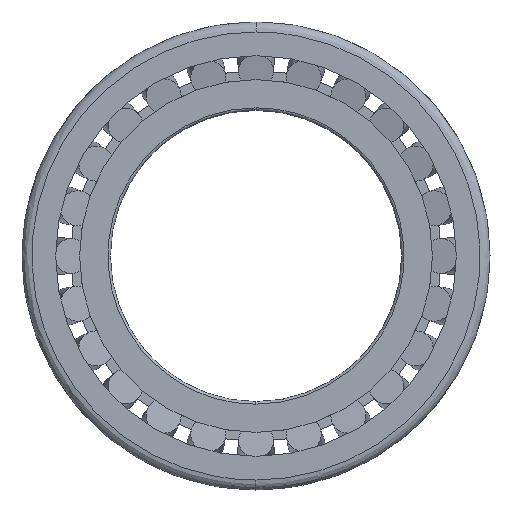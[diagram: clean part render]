
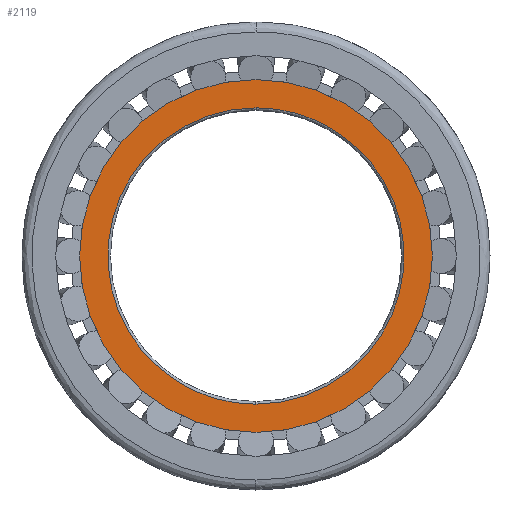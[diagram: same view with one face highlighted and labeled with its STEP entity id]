
A CAD part, left-side view. The second image highlights one B-rep face of the part: STEP entity #2119.
In plain terms, the highlighted planar face has unit normal (-1, 0, 0).
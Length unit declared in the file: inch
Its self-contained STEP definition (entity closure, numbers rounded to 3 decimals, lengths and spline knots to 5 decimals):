
#18 = DIRECTION ( 'NONE',  ( -1., 0., 0. ) ) ;
#81 = CARTESIAN_POINT ( 'NONE',  ( 0., 0., 1.0599 ) ) ;
#236 = AXIS2_PLACEMENT_3D ( 'NONE', #3187, #2858, #1632 ) ;
#263 = CARTESIAN_POINT ( 'NONE',  ( 0., 0., -1.0599 ) ) ;
#363 =( BOUNDED_CURVE ( )  B_SPLINE_CURVE ( 3, ( #2553, #3349, #2501, #2537 ),
 .UNSPECIFIED., .F., .F. ) 
 B_SPLINE_CURVE_WITH_KNOTS ( ( 4, 4 ),
 ( 0., 1. ),
 .UNSPECIFIED. ) 
 CURVE ( )  GEOMETRIC_REPRESENTATION_ITEM ( )  RATIONAL_B_SPLINE_CURVE ( ( 1., 0.333, 0.333, 1. ) ) 
 REPRESENTATION_ITEM ( '' )  );
#465 = VERTEX_POINT ( 'NONE', #81 ) ;
#544 = CARTESIAN_POINT ( 'NONE',  ( 0., 0., 0.89 ) ) ;
#659 = ORIENTED_EDGE ( 'NONE', *, *, #2877, .T. ) ;
#734 = CARTESIAN_POINT ( 'NONE',  ( 0., 0., -0.89 ) ) ;
#817 = CARTESIAN_POINT ( 'NONE',  ( 0., 0., 0.97495 ) ) ;
#918 = EDGE_LOOP ( 'NONE', ( #1397, #659 ) ) ;
#932 = VERTEX_POINT ( 'NONE', #263 ) ;
#1050 = AXIS2_PLACEMENT_3D ( 'NONE', #2315, #18, #2125 ) ;
#1241 = ORIENTED_EDGE ( 'NONE', *, *, #2789, .F. ) ;
#1358 = CARTESIAN_POINT ( 'NONE',  ( 0., -1.78, 0.89 ) ) ;
#1380 = DIRECTION ( 'NONE',  ( 0., 0., 1. ) ) ;
#1397 = ORIENTED_EDGE ( 'NONE', *, *, #1500, .T. ) ;
#1500 = EDGE_CURVE ( 'NONE', #465, #932, #1968, .T. ) ;
#1571 = ORIENTED_EDGE ( 'NONE', *, *, #3151, .F. ) ;
#1632 = DIRECTION ( 'NONE',  ( 0., 0., 1. ) ) ;
#1832 = CARTESIAN_POINT ( 'NONE',  ( 0., 0., -0.89 ) ) ;
#1848 = CARTESIAN_POINT ( 'NONE',  ( 0., -1.78, -0.89 ) ) ;
#1868 = VERTEX_POINT ( 'NONE', #544 ) ;
#1968 = CIRCLE ( 'NONE', #1050, 1.0599 ) ;
#2119 = ADVANCED_FACE ( 'NONE', ( #2392, #2652 ), #2362, .T. ) ;
#2125 = DIRECTION ( 'NONE',  ( 0., 0., 1. ) ) ;
#2156 = CARTESIAN_POINT ( 'NONE',  ( 0., 0., 0.89 ) ) ;
#2213 = VERTEX_POINT ( 'NONE', #734 ) ;
#2307 = EDGE_LOOP ( 'NONE', ( #1571, #1241 ) ) ;
#2315 = CARTESIAN_POINT ( 'NONE',  ( 0., 0., 0. ) ) ;
#2342 = DIRECTION ( 'NONE',  ( -1., 0., 0. ) ) ;
#2360 = CIRCLE ( 'NONE', #236, 1.0599 ) ;
#2362 = PLANE ( 'NONE',  #3059 ) ;
#2392 = FACE_OUTER_BOUND ( 'NONE', #918, .T. ) ;
#2501 = CARTESIAN_POINT ( 'NONE',  ( 0., 1.78, -0.89 ) ) ;
#2537 = CARTESIAN_POINT ( 'NONE',  ( 0., 0., -0.89 ) ) ;
#2553 = CARTESIAN_POINT ( 'NONE',  ( 0., 0., 0.89 ) ) ;
#2652 = FACE_BOUND ( 'NONE', #2307, .T. ) ;
#2789 = EDGE_CURVE ( 'NONE', #2213, #1868, #2923, .T. ) ;
#2858 = DIRECTION ( 'NONE',  ( -1., 0., 0. ) ) ;
#2877 = EDGE_CURVE ( 'NONE', #932, #465, #2360, .T. ) ;
#2923 =( BOUNDED_CURVE ( )  B_SPLINE_CURVE ( 3, ( #1832, #1848, #1358, #2156 ),
 .UNSPECIFIED., .F., .F. ) 
 B_SPLINE_CURVE_WITH_KNOTS ( ( 4, 4 ),
 ( 0., 1. ),
 .UNSPECIFIED. ) 
 CURVE ( )  GEOMETRIC_REPRESENTATION_ITEM ( )  RATIONAL_B_SPLINE_CURVE ( ( 1., 0.333, 0.333, 1. ) ) 
 REPRESENTATION_ITEM ( '' )  );
#3059 = AXIS2_PLACEMENT_3D ( 'NONE', #817, #2342, #1380 ) ;
#3151 = EDGE_CURVE ( 'NONE', #1868, #2213, #363, .T. ) ;
#3187 = CARTESIAN_POINT ( 'NONE',  ( 0., 0., 0. ) ) ;
#3349 = CARTESIAN_POINT ( 'NONE',  ( 0., 1.78, 0.89 ) ) ;
